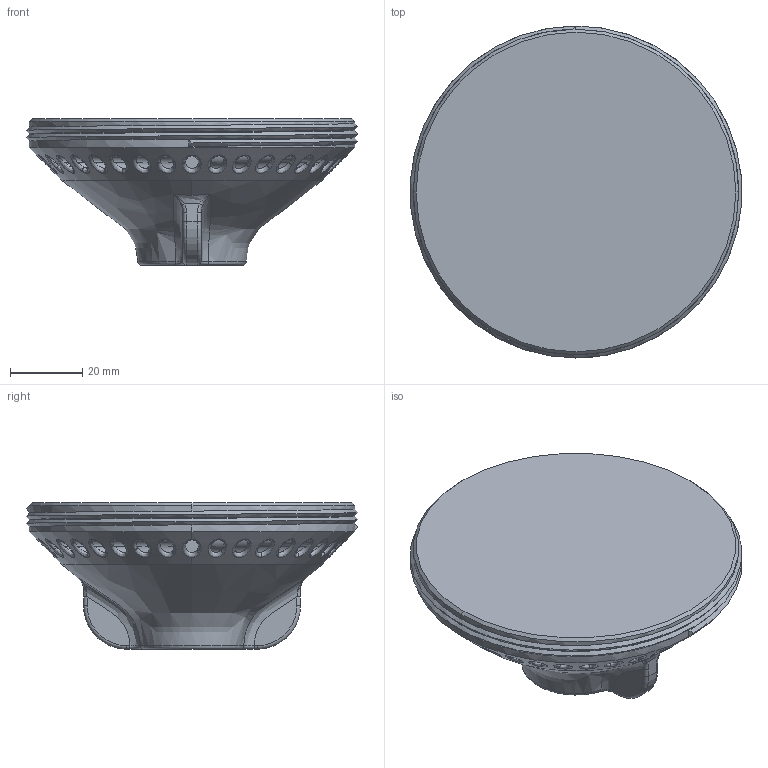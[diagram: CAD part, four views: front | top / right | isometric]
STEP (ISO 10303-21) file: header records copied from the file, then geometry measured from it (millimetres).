
FILE_DESCRIPTION (( 'STEP AP214' ), '1' );
FILE_NAME ('BasePlate_24mmThread.STEP', '2023-08-16T17:06:01', ( '' ), ( '' ), 'SwSTEP 2.0', 'SolidWorks 2023', '' );
FILE_SCHEMA (( 'AUTOMOTIVE_DESIGN' ));
Length unit declared in the file: millimetre
Products named in the file (1): BasePlate_24mmThread
Bounding box: 91.61 x 91.8 x 40.5 mm (x, y, z)
Volume: 115639.2 mm3; surface area: 31680.9 mm2
Topology: 1 solids, 1 shells, 272 faces, 786 edges, 476 vertices
Faces by surface type: cylinder 111, bspline 96, plane 49, cone 9, torus 7
Entity records: 22095 total; most frequent: CARTESIAN_POINT 16032, ORIENTED_EDGE 1564, DIRECTION 940, EDGE_CURVE 782, VERTEX_POINT 476, AXIS2_PLACEMENT_3D 384, EDGE_LOOP 308, B_SPLINE_CURVE_WITH_KNOTS 275
